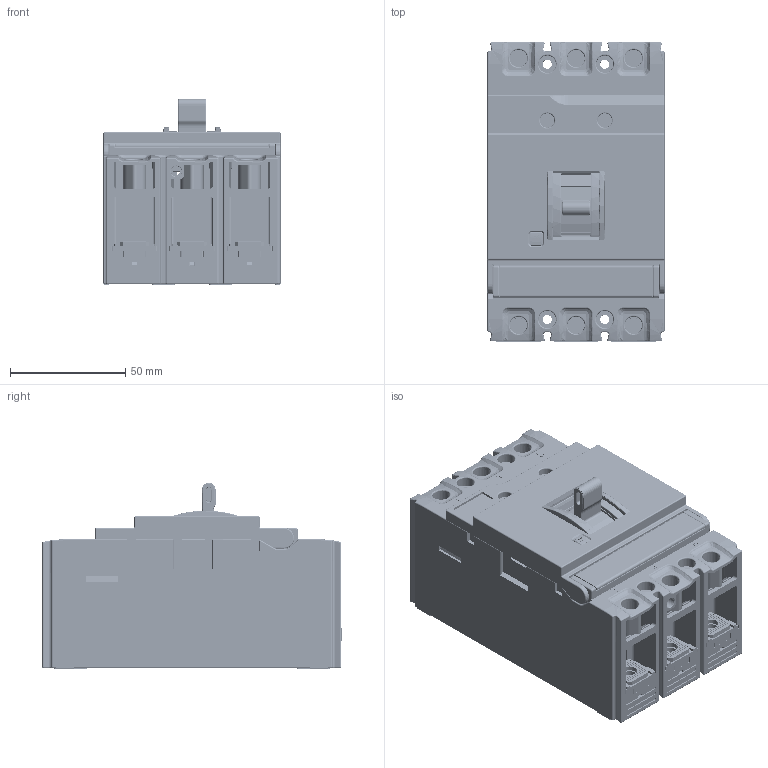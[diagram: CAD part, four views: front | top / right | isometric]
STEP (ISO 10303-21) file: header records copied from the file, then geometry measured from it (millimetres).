
FILE_DESCRIPTION(/* description */ (''),/* implementation_level */ '2;1');
FILE_NAME(/* name */ 'GGGFGF.stp',/* time_stamp */ '2016-09-21T14:54:31+08:00',/* author */ (''),/* organization */ (''),/* preprocessor_version */ 'ST-DEVELOPER v15',/* originating_system */ 'SIEMENS PLM Software NX 8.5',/* authorisation */ '');
FILE_SCHEMA (('CONFIG_CONTROL_DESIGN'));
Products named in the file (1): GGGFGF
Bounding box: 77 x 130.13 x 81.1 mm (x, y, z)
Volume: 204094.1 mm3; surface area: 202345 mm2
Topology: 38 solids, 38 shells, 6826 faces, 18412 edges, 11777 vertices
Faces by surface type: plane 3658, cylinder 2161, extrusion 356, torus 265, bspline 205, sphere 134, cone 47
Full cylindrical faces by diameter (mm): 2 x8, 2.2 x5, 2.5 x34, 2.7 x2, 3 x8, 3.1 x1, 3.2 x2, 3.4 x2, 3.5 x9, 3.6 x3, 4 x8, 4.6 x1, 5 x3, 5.188 x6, 5.5 x4, 5.7 x6, 5.8 x2, 6 x4, 6.2 x2, 6.5 x6, 7.5 x10, 8 x18, 10 x12
Entity records: 236016 total; most frequent: CARTESIAN_POINT 65584, ORIENTED_EDGE 36112, DIRECTION 34397, EDGE_CURVE 18056, VECTOR 12117, LINE 11761, VERTEX_POINT 11717, AXIS2_PLACEMENT_3D 11140
